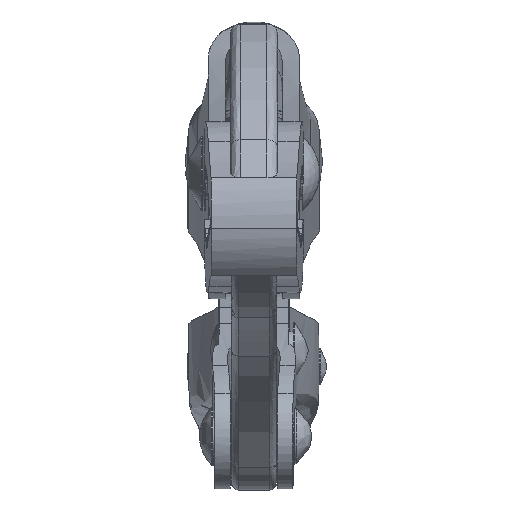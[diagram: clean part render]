
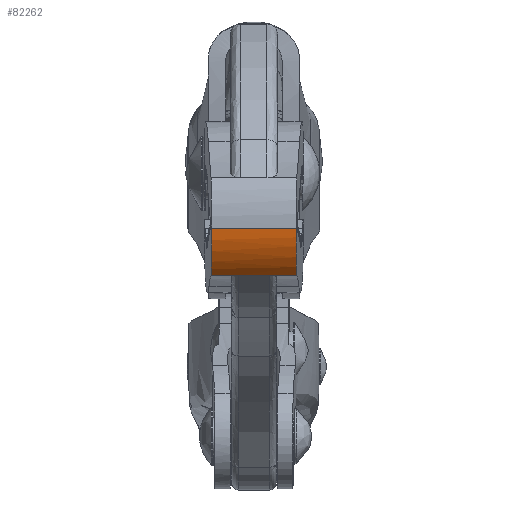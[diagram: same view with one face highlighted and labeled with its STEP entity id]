
A CAD part, top view. The second image highlights one B-rep face of the part: STEP entity #82262.
In plain terms, the highlighted cylindrical face has radius 10.556 mm (diameter 21.113 mm), a partial arc.
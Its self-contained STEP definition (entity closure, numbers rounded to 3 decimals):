
#3384 = VECTOR ( 'NONE', #120845, 1000. ) ;
#4548 = VERTEX_POINT ( 'NONE', #125639 ) ;
#6757 = CARTESIAN_POINT ( 'NONE',  ( 5.966, -10.173, 102.275 ) ) ;
#13291 = DIRECTION ( 'NONE',  ( 1., 0., 0. ) ) ;
#14706 = VERTEX_POINT ( 'NONE', #21129 ) ;
#15532 = VERTEX_POINT ( 'NONE', #6757 ) ;
#17976 = ORIENTED_EDGE ( 'NONE', *, *, #96168, .T. ) ;
#21129 = CARTESIAN_POINT ( 'NONE',  ( 6.055, -16.855, 98.729 ) ) ;
#23268 = CARTESIAN_POINT ( 'NONE',  ( -5.966, -10.173, 102.275 ) ) ;
#25705 = VERTEX_POINT ( 'NONE', #46890 ) ;
#26086 = VECTOR ( 'NONE', #75759, 1000. ) ;
#33046 = CARTESIAN_POINT ( 'NONE',  ( -5.966, -12.792, 101.955 ) ) ;
#42558 = ORIENTED_EDGE ( 'NONE', *, *, #94319, .T. ) ;
#45740 = DIRECTION ( 'NONE',  ( 1., 0., 0. ) ) ;
#46890 = CARTESIAN_POINT ( 'NONE',  ( -6.055, -16.855, 98.729 ) ) ;
#48034 = CARTESIAN_POINT ( 'NONE',  ( -9., -10.173, 102.275 ) ) ;
#51027 = CARTESIAN_POINT ( 'NONE',  ( 5.966, -10.173, 102.275 ) ) ;
#53867 = CARTESIAN_POINT ( 'NONE',  ( -5.997, -15.122, 100.718 ) ) ;
#55222 = LINE ( 'NONE', #48034, #3384 ) ;
#56702 = EDGE_LOOP ( 'NONE', ( #88576, #57267, #17976, #42558, #129250, #117898 ) ) ;
#57267 = ORIENTED_EDGE ( 'NONE', *, *, #102261, .T. ) ;
#57808 = VERTEX_POINT ( 'NONE', #130560 ) ;
#63699 = FACE_OUTER_BOUND ( 'NONE', #56702, .T. ) ;
#63824 = LINE ( 'NONE', #85802, #122635 ) ;
#71951 =( BOUNDED_CURVE ( )  B_SPLINE_CURVE ( 3, ( #105701, #33046, #53867, #126724 ),
 .UNSPECIFIED., .F., .T. ) 
 B_SPLINE_CURVE_WITH_KNOTS ( ( 4, 4 ),
 ( 6.281, 7.014 ),
 .UNSPECIFIED. ) 
 CURVE ( )  GEOMETRIC_REPRESENTATION_ITEM ( )  RATIONAL_B_SPLINE_CURVE ( ( 1., 0.956, 0.956, 1. ) ) 
 REPRESENTATION_ITEM ( '' )  );
#74743 = CARTESIAN_POINT ( 'NONE',  ( -9., -8.893, 91.797 ) ) ;
#75759 = DIRECTION ( 'NONE',  ( 1., 0., 0. ) ) ;
#79269 = EDGE_CURVE ( 'NONE', #57808, #14706, #63824, .T. ) ;
#82262 = ADVANCED_FACE ( 'NONE', ( #63699 ), #115919, .T. ) ;
#85802 = CARTESIAN_POINT ( 'NONE',  ( -9., -16.855, 98.729 ) ) ;
#88576 = ORIENTED_EDGE ( 'NONE', *, *, #79269, .T. ) ;
#90608 = EDGE_CURVE ( 'NONE', #4548, #57808, #112271, .T. ) ;
#92351 = CARTESIAN_POINT ( 'NONE',  ( 5.997, -15.122, 100.718 ) ) ;
#94319 = EDGE_CURVE ( 'NONE', #117749, #25705, #71951, .T. ) ;
#95775 = DIRECTION ( 'NONE',  ( 1., 0., 0. ) ) ;
#96168 = EDGE_CURVE ( 'NONE', #15532, #117749, #55222, .T. ) ;
#99562 = EDGE_CURVE ( 'NONE', #25705, #4548, #100646, .T. ) ;
#100646 = LINE ( 'NONE', #108002, #103879 ) ;
#102261 = EDGE_CURVE ( 'NONE', #14706, #15532, #105377, .T. ) ;
#103879 = VECTOR ( 'NONE', #45740, 1000. ) ;
#105377 =( BOUNDED_CURVE ( )  B_SPLINE_CURVE ( 3, ( #120518, #92351, #113352, #51027 ),
 .UNSPECIFIED., .F., .F. ) 
 B_SPLINE_CURVE_WITH_KNOTS ( ( 4, 4 ),
 ( 2.411, 3.143 ),
 .UNSPECIFIED. ) 
 CURVE ( )  GEOMETRIC_REPRESENTATION_ITEM ( )  RATIONAL_B_SPLINE_CURVE ( ( 1., 0.956, 0.956, 1. ) ) 
 REPRESENTATION_ITEM ( '' )  );
#105701 = CARTESIAN_POINT ( 'NONE',  ( -5.966, -10.173, 102.275 ) ) ;
#108002 = CARTESIAN_POINT ( 'NONE',  ( 7.5, -16.855, 98.729 ) ) ;
#112271 = LINE ( 'NONE', #117793, #26086 ) ;
#113352 = CARTESIAN_POINT ( 'NONE',  ( 5.966, -12.792, 101.955 ) ) ;
#115919 = CYLINDRICAL_SURFACE ( 'NONE', #119643, 10.556 ) ;
#116779 = DIRECTION ( 'NONE',  ( 0., 0.123, -0.992 ) ) ;
#117749 = VERTEX_POINT ( 'NONE', #23268 ) ;
#117793 = CARTESIAN_POINT ( 'NONE',  ( -9., -16.855, 98.729 ) ) ;
#117898 = ORIENTED_EDGE ( 'NONE', *, *, #90608, .T. ) ;
#119643 = AXIS2_PLACEMENT_3D ( 'NONE', #74743, #95775, #116779 ) ;
#120518 = CARTESIAN_POINT ( 'NONE',  ( 6.055, -16.855, 98.729 ) ) ;
#120845 = DIRECTION ( 'NONE',  ( -1., 0., 0. ) ) ;
#122635 = VECTOR ( 'NONE', #13291, 1000. ) ;
#125639 = CARTESIAN_POINT ( 'NONE',  ( -2.2, -16.855, 98.729 ) ) ;
#126724 = CARTESIAN_POINT ( 'NONE',  ( -6.055, -16.855, 98.729 ) ) ;
#129250 = ORIENTED_EDGE ( 'NONE', *, *, #99562, .T. ) ;
#130560 = CARTESIAN_POINT ( 'NONE',  ( 2.2, -16.855, 98.729 ) ) ;
